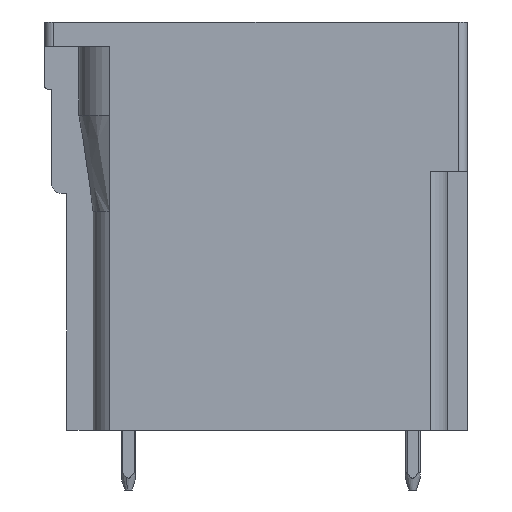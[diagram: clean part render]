
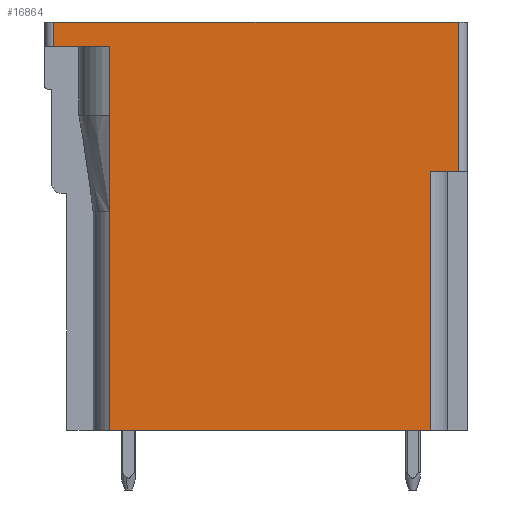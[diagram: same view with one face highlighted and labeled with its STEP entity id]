
A CAD part, left-side view. The second image highlights one B-rep face of the part: STEP entity #16864.
In plain terms, the highlighted planar face has unit normal (-1, 0, 0).
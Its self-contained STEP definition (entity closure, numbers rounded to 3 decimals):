
#16840=AXIS2_PLACEMENT_3D('Plane Axis2P3D',#16837,#16838,#16839) ;
#110=CARTESIAN_POINT('Vertex',(0.,22.2,25.1)) ;
#113=CARTESIAN_POINT('Line Origine',(0.,11.35,25.1)) ;
#117=CARTESIAN_POINT('Vertex',(0.,0.5,25.1)) ;
#2311=CARTESIAN_POINT('Vertex',(0.,2.,3.2)) ;
#2327=CARTESIAN_POINT('Vertex',(0.,2.,17.1)) ;
#2330=CARTESIAN_POINT('Line Origine',(0.,2.,10.15)) ;
#13307=CARTESIAN_POINT('Vertex',(0.,0.5,17.1)) ;
#13310=CARTESIAN_POINT('Line Origine',(0.,1.25,17.1)) ;
#16092=CARTESIAN_POINT('Line Origine',(0.,0.5,14.15)) ;
#16504=CARTESIAN_POINT('Line Origine',(0.,10.6,3.2)) ;
#16508=CARTESIAN_POINT('Vertex',(0.,19.2,3.2)) ;
#16818=CARTESIAN_POINT('Line Origine',(0.,22.2,14.15)) ;
#16822=CARTESIAN_POINT('Vertex',(0.,22.2,23.8)) ;
#16837=CARTESIAN_POINT('Axis2P3D Location',(0.,0.,0.)) ;
#16842=CARTESIAN_POINT('Line Origine',(0.,20.7,23.8)) ;
#16846=CARTESIAN_POINT('Vertex',(0.,19.2,23.8)) ;
#16849=CARTESIAN_POINT('Line Origine',(0.,19.2,13.5)) ;
#114=DIRECTION('Vector Direction',(0.,-1.,0.)) ;
#2331=DIRECTION('Vector Direction',(0.,0.,1.)) ;
#13311=DIRECTION('Vector Direction',(0.,-1.,0.)) ;
#16093=DIRECTION('Vector Direction',(0.,0.,1.)) ;
#16505=DIRECTION('Vector Direction',(0.,-1.,0.)) ;
#16819=DIRECTION('Vector Direction',(0.,0.,1.)) ;
#16838=DIRECTION('Axis2P3D Direction',(-1.,0.,0.)) ;
#16839=DIRECTION('Axis2P3D XDirection',(0.,0.,1.)) ;
#16843=DIRECTION('Vector Direction',(0.,-1.,0.)) ;
#16850=DIRECTION('Vector Direction',(0.,0.,1.)) ;
#115=VECTOR('Line Direction',#114,1.) ;
#2332=VECTOR('Line Direction',#2331,1.) ;
#13312=VECTOR('Line Direction',#13311,1.) ;
#16094=VECTOR('Line Direction',#16093,1.) ;
#16506=VECTOR('Line Direction',#16505,1.) ;
#16820=VECTOR('Line Direction',#16819,1.) ;
#16844=VECTOR('Line Direction',#16843,1.) ;
#16851=VECTOR('Line Direction',#16850,1.) ;
#16855=ORIENTED_EDGE('',*,*,#16510,.T.) ;
#16856=ORIENTED_EDGE('',*,*,#2334,.T.) ;
#16857=ORIENTED_EDGE('',*,*,#13314,.F.) ;
#16858=ORIENTED_EDGE('',*,*,#16096,.T.) ;
#16859=ORIENTED_EDGE('',*,*,#119,.T.) ;
#16860=ORIENTED_EDGE('',*,*,#16824,.T.) ;
#16861=ORIENTED_EDGE('',*,*,#16848,.F.) ;
#16862=ORIENTED_EDGE('',*,*,#16853,.F.) ;
#16864=ADVANCED_FACE('HOUSING',(#16863),#16841,.T.) ;
#119=EDGE_CURVE('',#118,#111,#116,.F.) ;
#2334=EDGE_CURVE('',#2312,#2328,#2333,.T.) ;
#13314=EDGE_CURVE('',#13308,#2328,#13313,.F.) ;
#16096=EDGE_CURVE('',#13308,#118,#16095,.T.) ;
#16510=EDGE_CURVE('',#16509,#2312,#16507,.T.) ;
#16824=EDGE_CURVE('',#111,#16823,#16821,.F.) ;
#16848=EDGE_CURVE('',#16847,#16823,#16845,.F.) ;
#16853=EDGE_CURVE('',#16509,#16847,#16852,.T.) ;
#16854=EDGE_LOOP('',(#16855,#16856,#16857,#16858,#16859,#16860,#16861,#16862)) ;
#16863=FACE_OUTER_BOUND('',#16854,.T.) ;
#116=LINE('Line',#113,#115) ;
#2333=LINE('Line',#2330,#2332) ;
#13313=LINE('Line',#13310,#13312) ;
#16095=LINE('Line',#16092,#16094) ;
#16507=LINE('Line',#16504,#16506) ;
#16821=LINE('Line',#16818,#16820) ;
#16845=LINE('Line',#16842,#16844) ;
#16852=LINE('Line',#16849,#16851) ;
#16841=PLANE('',#16840) ;
#111=VERTEX_POINT('',#110) ;
#118=VERTEX_POINT('',#117) ;
#2312=VERTEX_POINT('',#2311) ;
#2328=VERTEX_POINT('',#2327) ;
#13308=VERTEX_POINT('',#13307) ;
#16509=VERTEX_POINT('',#16508) ;
#16823=VERTEX_POINT('',#16822) ;
#16847=VERTEX_POINT('',#16846) ;
